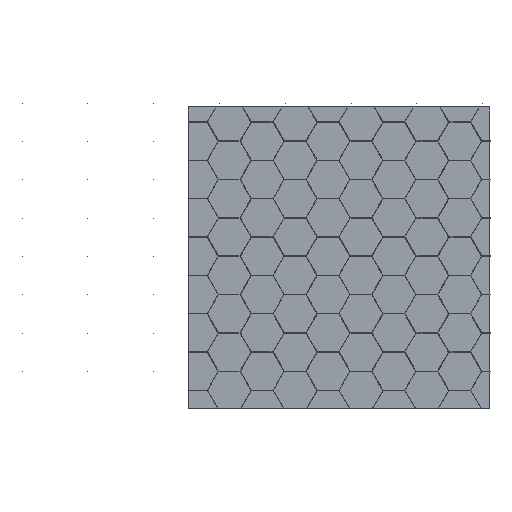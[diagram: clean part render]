
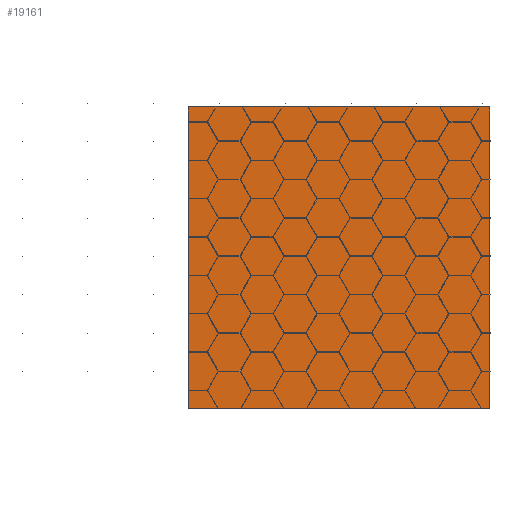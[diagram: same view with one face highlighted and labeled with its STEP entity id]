
A CAD part, top view. The second image highlights one B-rep face of the part: STEP entity #19161.
In plain terms, the highlighted planar face has unit normal (0, 0, 1).
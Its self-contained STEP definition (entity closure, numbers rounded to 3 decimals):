
#558 = EDGE_LOOP ( 'NONE', ( #17008, #11393, #31198, #9381 ) ) ;
#1332 = VECTOR ( 'NONE', #11880, 1000. ) ;
#1734 = CARTESIAN_POINT ( 'NONE',  ( -12.5, 12.5, 1. ) ) ;
#2013 = VERTEX_POINT ( 'NONE', #31073 ) ;
#2088 = AXIS2_PLACEMENT_3D ( 'NONE', #24245, #19733, #16897 ) ;
#2654 = EDGE_CURVE ( 'NONE', #31517, #2013, #14945, .T. ) ;
#2735 = LINE ( 'NONE', #21212, #26201 ) ;
#3501 = LINE ( 'NONE', #4562, #13854 ) ;
#4562 = CARTESIAN_POINT ( 'NONE',  ( -12.5, -12.5, 1. ) ) ;
#5569 = DIRECTION ( 'NONE',  ( 0., -1., 0. ) ) ;
#6053 = PLANE ( 'NONE',  #2088 ) ;
#7289 = CARTESIAN_POINT ( 'NONE',  ( 12.5, -12.5, 1. ) ) ;
#9381 = ORIENTED_EDGE ( 'NONE', *, *, #19817, .T. ) ;
#9689 = VERTEX_POINT ( 'NONE', #12479 ) ;
#11393 = ORIENTED_EDGE ( 'NONE', *, *, #2654, .T. ) ;
#11880 = DIRECTION ( 'NONE',  ( -1., 0., 0. ) ) ;
#12479 = CARTESIAN_POINT ( 'NONE',  ( 12.5, -12.5, 1. ) ) ;
#13854 = VECTOR ( 'NONE', #33423, 1000. ) ;
#14387 = CARTESIAN_POINT ( 'NONE',  ( 12.5, 12.5, 1. ) ) ;
#14657 = VECTOR ( 'NONE', #25684, 1000. ) ;
#14945 = LINE ( 'NONE', #1734, #1332 ) ;
#14999 = VERTEX_POINT ( 'NONE', #18629 ) ;
#16897 = DIRECTION ( 'NONE',  ( -1., 0., 0. ) ) ;
#17008 = ORIENTED_EDGE ( 'NONE', *, *, #29916, .T. ) ;
#17732 = EDGE_CURVE ( 'NONE', #2013, #14999, #2735, .T. ) ;
#18370 = LINE ( 'NONE', #7289, #14657 ) ;
#18629 = CARTESIAN_POINT ( 'NONE',  ( -12.5, -12.5, 1. ) ) ;
#19161 = ADVANCED_FACE ( 'NONE', ( #29448 ), #6053, .F. ) ;
#19733 = DIRECTION ( 'NONE',  ( 0., 0., -1. ) ) ;
#19817 = EDGE_CURVE ( 'NONE', #14999, #9689, #3501, .T. ) ;
#21212 = CARTESIAN_POINT ( 'NONE',  ( -12.5, -12.5, 1. ) ) ;
#24245 = CARTESIAN_POINT ( 'NONE',  ( 0., 0., 1. ) ) ;
#25684 = DIRECTION ( 'NONE',  ( 0., 1., 0. ) ) ;
#26201 = VECTOR ( 'NONE', #5569, 1000. ) ;
#29448 = FACE_OUTER_BOUND ( 'NONE', #558, .T. ) ;
#29916 = EDGE_CURVE ( 'NONE', #9689, #31517, #18370, .T. ) ;
#31073 = CARTESIAN_POINT ( 'NONE',  ( -12.5, 12.5, 1. ) ) ;
#31198 = ORIENTED_EDGE ( 'NONE', *, *, #17732, .T. ) ;
#31517 = VERTEX_POINT ( 'NONE', #14387 ) ;
#33423 = DIRECTION ( 'NONE',  ( 1., 0., 0. ) ) ;
